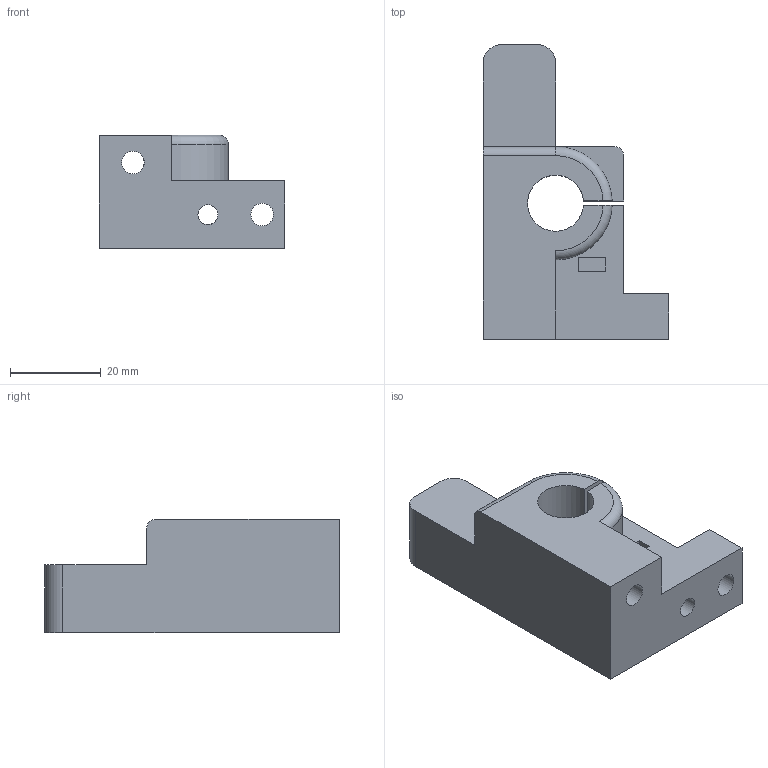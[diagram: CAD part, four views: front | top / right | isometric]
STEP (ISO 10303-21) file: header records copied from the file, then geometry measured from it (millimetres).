
FILE_DESCRIPTION(('FreeCAD Model'),'2;1');
FILE_NAME('foot_R.step','2015-04-17T16:42:44',('Author'),(''), 'Open CASCADE STEP processor 6.7','FreeCAD','Unknown');
FILE_SCHEMA(('AUTOMOTIVE_DESIGN_CC2 { 1 2 10303 214 -1 1 5 4 }'));
Length unit declared in the file: millimetre
Products named in the file (1): Fillet002_(Solid)
Bounding box: 41 x 65 x 25 mm (x, y, z)
Volume: 30710.6 mm3; surface area: 10358.1 mm2
Topology: 1 solids, 1 shells, 37 faces, 111 edges, 74 vertices
Faces by surface type: plane 23, cylinder 12, torus 2
Full cylindrical faces by diameter (mm): 4.4 x3, 5 x2
Entity records: 3619 total; most frequent: CARTESIAN_POINT 1464, DIRECTION 369, ORIENTED_EDGE 222, PCURVE 222, DEFINITIONAL_REPRESENTATION 222, LINE 213, VECTOR 213, EDGE_CURVE 111
